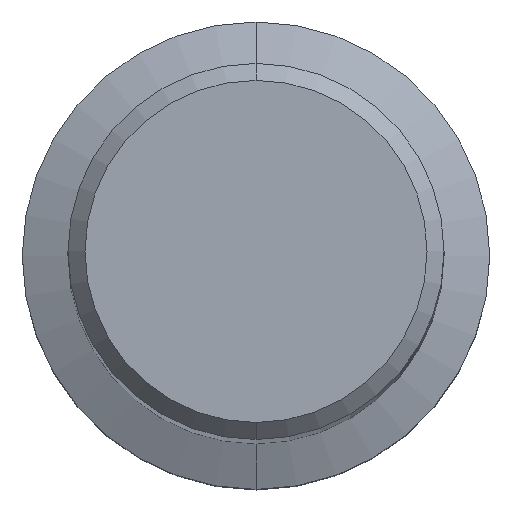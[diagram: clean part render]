
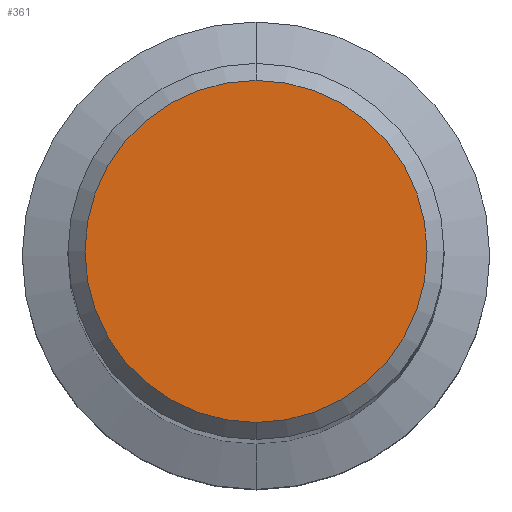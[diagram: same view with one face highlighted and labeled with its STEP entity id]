
A CAD part, top view. The second image highlights one B-rep face of the part: STEP entity #361.
In plain terms, the highlighted planar face has unit normal (0, 0, 1).
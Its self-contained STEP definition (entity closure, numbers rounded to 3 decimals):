
#211=VERTEX_POINT('',#566);
#239=VERTEX_POINT('',#596);
#253=EDGE_CURVE('',#211,#239,#610,.T.);
#361=ADVANCED_FACE('',(#731),#732,.T.);
#471=EDGE_CURVE('',#239,#211,#856,.T.);
#566=CARTESIAN_POINT('',(0.0,8.05,0.0));
#596=CARTESIAN_POINT('',(0.,-8.05,0.0));
#610=CIRCLE('',#1071,8.05);
#731=FACE_OUTER_BOUND('',#1254,.T.);
#732=PLANE('',#1255);
#856=CIRCLE('',#1525,8.05);
#1071=AXIS2_PLACEMENT_3D('',#1743,#1744,#1745);
#1254=EDGE_LOOP('',(#1879,#1880));
#1255=AXIS2_PLACEMENT_3D('',#1881,#1882,#1883);
#1525=AXIS2_PLACEMENT_3D('',#2051,#2052,#2053);
#1743=CARTESIAN_POINT('',(0.0,0.0,0.0));
#1744=DIRECTION('',(0.0,0.0,-1.0));
#1745=DIRECTION('',(0.0,1.0,0.0));
#1879=ORIENTED_EDGE('',*,*,#253,.F.);
#1880=ORIENTED_EDGE('',*,*,#471,.F.);
#1881=CARTESIAN_POINT('',(0.0,4.025,0.0));
#1882=DIRECTION('',(-0.0,0.0,1.0));
#1883=DIRECTION('',(0.0,-1.0,0.0));
#2051=CARTESIAN_POINT('',(0.0,0.0,0.0));
#2052=DIRECTION('',(0.0,0.0,-1.0));
#2053=DIRECTION('',(0.0,1.0,0.0));
